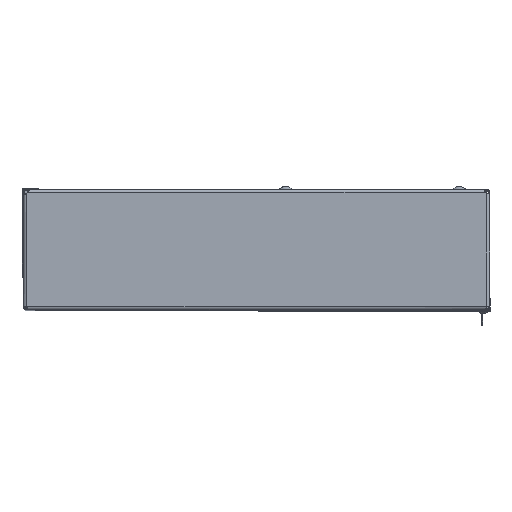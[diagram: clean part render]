
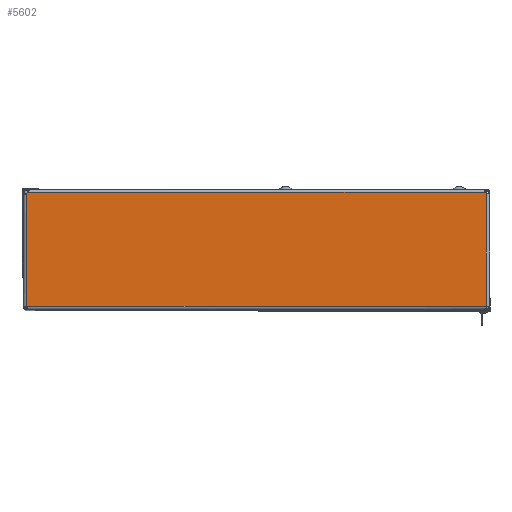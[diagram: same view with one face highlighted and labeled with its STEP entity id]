
A CAD part, top view. The second image highlights one B-rep face of the part: STEP entity #5602.
In plain terms, the highlighted planar face has unit normal (0, 0, 1).
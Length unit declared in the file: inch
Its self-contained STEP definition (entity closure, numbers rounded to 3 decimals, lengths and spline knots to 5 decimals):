
#146=PLANE($,#5939);
#478=LINE($,#8561,#935);
#485=LINE($,#8574,#942);
#547=LINE($,#9289,#1004);
#555=LINE($,#9307,#1012);
#561=LINE($,#9322,#1018);
#562=LINE($,#9323,#1019);
#935=VECTOR($,#6455,0.01499);
#942=VECTOR($,#6464,0.06486);
#1004=VECTOR($,#6550,5.85552);
#1012=VECTOR($,#6568,5.89489);
#1018=VECTOR($,#6586,23.8135);
#1019=VECTOR($,#6587,23.76392);
#1566=FACE_OUTER_BOUND($,#1899,.T.);
#1899=EDGE_LOOP($,(#4023,#4024,#4025,#4026,#4027,#4028));
#2537=VERTEX_POINT($,#8469);
#2542=VERTEX_POINT($,#8544);
#2543=VERTEX_POINT($,#8560);
#2548=VERTEX_POINT($,#8572);
#2615=VERTEX_POINT($,#9287);
#2620=VERTEX_POINT($,#9306);
#3037=EDGE_CURVE($,#2543,#2537,#478,.T.);
#3044=EDGE_CURVE($,#2542,#2548,#485,.T.);
#3141=EDGE_CURVE($,#2548,#2615,#547,.T.);
#3150=EDGE_CURVE($,#2620,#2543,#555,.T.);
#3158=EDGE_CURVE($,#2615,#2620,#561,.T.);
#3159=EDGE_CURVE($,#2542,#2537,#562,.T.);
#4023=ORIENTED_EDGE($,*,*,#3044,.T.);
#4024=ORIENTED_EDGE($,*,*,#3141,.T.);
#4025=ORIENTED_EDGE($,*,*,#3158,.T.);
#4026=ORIENTED_EDGE($,*,*,#3150,.T.);
#4027=ORIENTED_EDGE($,*,*,#3037,.T.);
#4028=ORIENTED_EDGE($,*,*,#3159,.F.);
#5602=ADVANCED_FACE($,(#1566),#146,.F.);
#5939=AXIS2_PLACEMENT_3D($,#9321,#6584,#6585);
#6455=DIRECTION($,(-0.633,0.774,0.));
#6464=DIRECTION($,(-0.618,-0.786,0.));
#6550=DIRECTION($,(0.,-1.,0.));
#6568=DIRECTION($,(0.,1.,0.));
#6584=DIRECTION('center_axis',(0.,0.,
-1.));
#6585=DIRECTION('ref_axis',(-1.,0.,0.));
#6586=DIRECTION($,(1.,0.,0.));
#6587=DIRECTION($,(1.,0.,0.));
#8469=CARTESIAN_POINT('',(11.89726,3.01575,-47.90136));
#8544=CARTESIAN_POINT('',(-11.86666,3.01575,-47.90136));
#8560=CARTESIAN_POINT('',(11.90675,3.00414,-47.90136));
#8561=CARTESIAN_POINT($,(19.46956,-6.24877,-47.90136));
#8572=CARTESIAN_POINT('',(-11.90675,2.96477,-47.90136));
#8574=CARTESIAN_POINT($,(-1.17272,16.61326,-47.90136));
#9287=CARTESIAN_POINT('',(-11.90675,-2.89075,-47.90136));
#9289=CARTESIAN_POINT($,(-11.90675,-1.50788,-47.90136));
#9306=CARTESIAN_POINT('',(11.90675,-2.89075,-47.90136));
#9307=CARTESIAN_POINT($,(11.90675,0.,-47.90136));
#9321=CARTESIAN_POINT('Origin',(48.04468,0.,
-47.90136));
#9322=CARTESIAN_POINT($,(-5.9461,-2.89075,-47.90136));
#9323=CARTESIAN_POINT($,(12.33899,3.01575,-47.90136));
